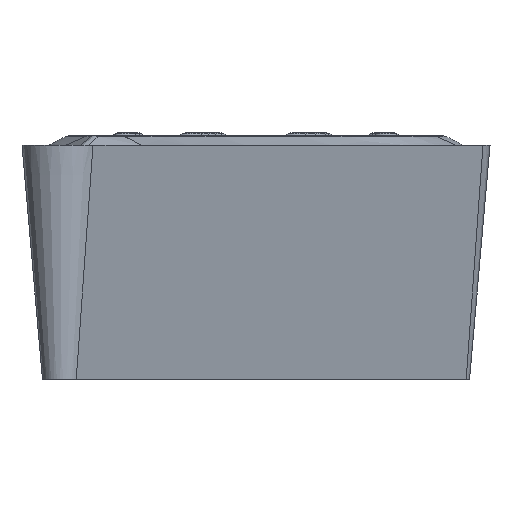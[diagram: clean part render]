
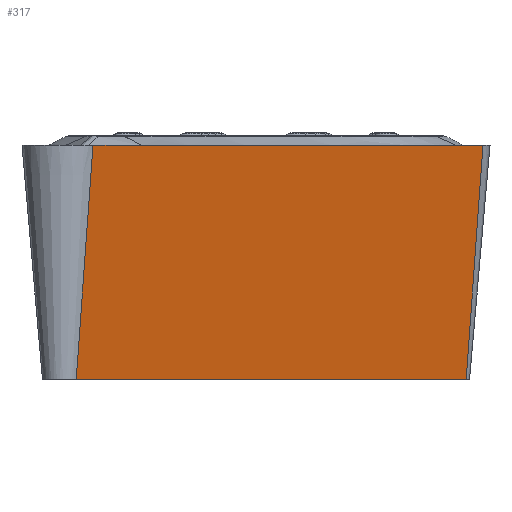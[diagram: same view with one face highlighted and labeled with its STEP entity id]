
A CAD part, left-side view. The second image highlights one B-rep face of the part: STEP entity #317.
In plain terms, the highlighted planar face has unit normal (-0.571, -0.816, -0.087).
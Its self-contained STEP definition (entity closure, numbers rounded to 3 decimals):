
#176=FACE_OUTER_BOUND('',#753,.T.);
#317=ADVANCED_FACE('',(#176),#455,.T.);
#455=PLANE('',#2230);
#702=LINE('',#3373,#718);
#709=LINE('',#3405,#725);
#711=LINE('',#3410,#727);
#716=LINE('',#3423,#732);
#718=VECTOR('',#2546,1.);
#725=VECTOR('',#2571,1.);
#727=VECTOR('',#2577,1.);
#732=VECTOR('',#2596,1.);
#753=EDGE_LOOP('',(#944,#945,#946,#947));
#944=ORIENTED_EDGE('',*,*,#1814,.T.);
#945=ORIENTED_EDGE('',*,*,#1796,.T.);
#946=ORIENTED_EDGE('',*,*,#1820,.F.);
#947=ORIENTED_EDGE('',*,*,#1811,.F.);
#1591=VERTEX_POINT('',#3374);
#1592=VERTEX_POINT('',#3375);
#1606=VERTEX_POINT('',#3404);
#1607=VERTEX_POINT('',#3406);
#1796=EDGE_CURVE('',#1591,#1592,#702,.T.);
#1811=EDGE_CURVE('',#1606,#1607,#709,.T.);
#1814=EDGE_CURVE('',#1606,#1591,#711,.T.);
#1820=EDGE_CURVE('',#1607,#1592,#716,.T.);
#2230=AXIS2_PLACEMENT_3D('',#3424,#2597,#2598);
#2546=DIRECTION('',(-0.819,0.574,0.));
#2571=DIRECTION('',(-0.819,0.574,0.));
#2577=DIRECTION('',(-0.05,-0.071,0.996));
#2596=DIRECTION('',(-0.05,-0.071,0.996));
#2597=DIRECTION('',(-0.571,-0.816,-0.087));
#2598=DIRECTION('',(0.819,-0.574,0.));
#3373=CARTESIAN_POINT('',(-1.707,-4.619,-0.2));
#3374=CARTESIAN_POINT('',(-1.707,-4.619,-0.2));
#3375=CARTESIAN_POINT('',(-13.042,3.318,-0.2));
#3404=CARTESIAN_POINT('',(-1.468,-4.278,-4.96));
#3405=CARTESIAN_POINT('',(-1.468,-4.278,-4.96));
#3406=CARTESIAN_POINT('',(-12.803,3.659,-4.96));
#3410=CARTESIAN_POINT('',(-1.707,-4.619,-0.2));
#3423=CARTESIAN_POINT('',(-13.042,3.318,-0.2));
#3424=CARTESIAN_POINT('',(-1.707,-4.619,-0.2));
